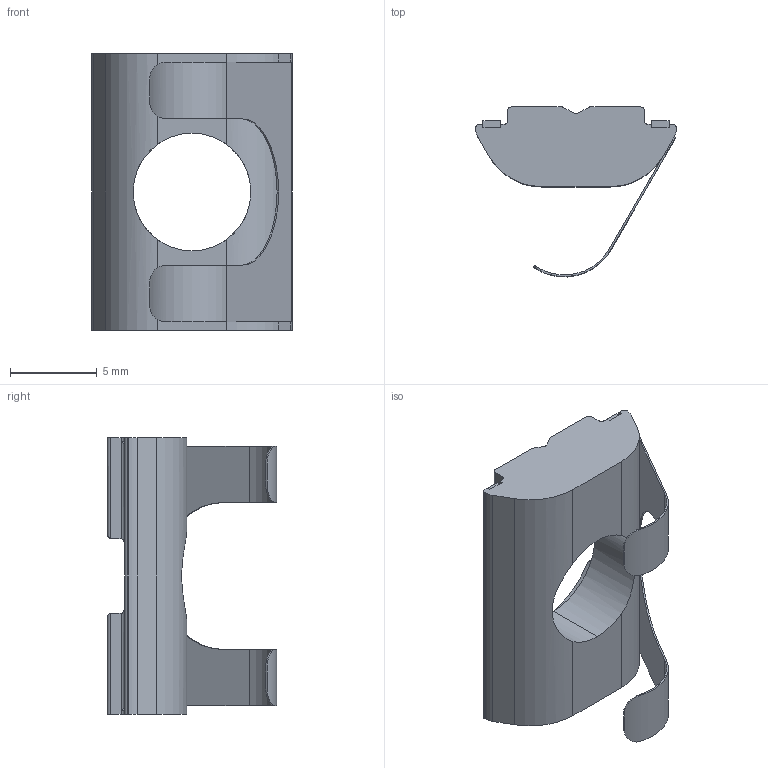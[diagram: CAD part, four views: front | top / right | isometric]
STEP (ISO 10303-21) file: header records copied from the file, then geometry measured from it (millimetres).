
FILE_DESCRIPTION(('FreeCAD Model'),'2;1');
FILE_NAME('Open CASCADE Shape Model','2024-03-19T12:33:14',(''),(''), 'Open CASCADE STEP processor 7.6','FreeCAD','Unknown');
FILE_SCHEMA(('AUTOMOTIVE_DESIGN { 1 0 10303 214 1 1 1 1 }'));
Length unit declared in the file: millimetre
Products named in the file (1): STB8-ERM8
Bounding box: 11.6 x 9.8 x 16 mm (x, y, z)
Volume: 501.6 mm3; surface area: 727.9 mm2
Topology: 1 solids, 1 shells, 93 faces, 264 edges, 172 vertices
Faces by surface type: plane 59, cylinder 34
Entity records: 7903 total; most frequent: CARTESIAN_POINT 2768, DIRECTION 919, LINE 608, VECTOR 608, ORIENTED_EDGE 528, PCURVE 528, DEFINITIONAL_REPRESENTATION 528, EDGE_CURVE 264
